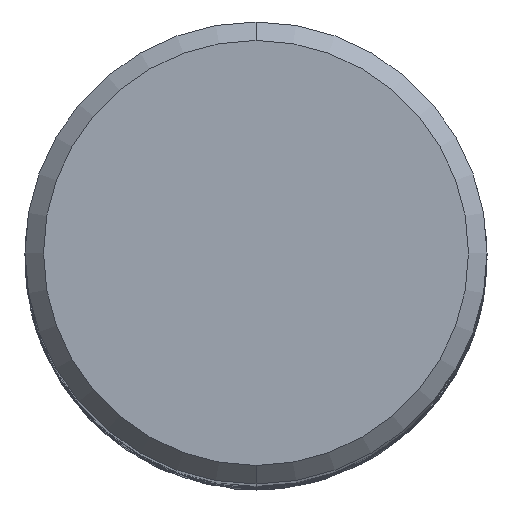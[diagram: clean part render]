
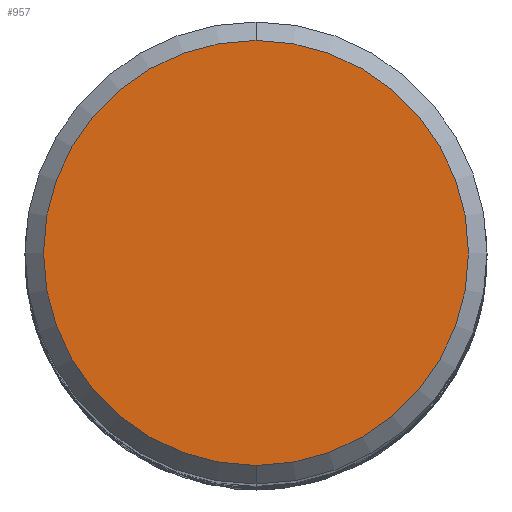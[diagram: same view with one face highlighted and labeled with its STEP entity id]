
A CAD part, top view. The second image highlights one B-rep face of the part: STEP entity #957.
In plain terms, the highlighted planar face has unit normal (0, 0, 1).
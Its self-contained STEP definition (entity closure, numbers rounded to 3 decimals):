
#715=VERTEX_POINT('',#1958);
#813=VERTEX_POINT('',#2066);
#895=EDGE_CURVE('',#813,#715,#2154,.T.);
#957=ADVANCED_FACE('',(#2220),#2221,.T.);
#995=EDGE_CURVE('',#715,#813,#2261,.T.);
#1958=CARTESIAN_POINT('',(0.,-11.5,0.0));
#2066=CARTESIAN_POINT('',(0.0,11.5,0.0));
#2154=CIRCLE('',#7408,11.5);
#2220=FACE_OUTER_BOUND('',#7751,.T.);
#2221=PLANE('',#7752);
#2261=CIRCLE('',#8553,11.5);
#7408=AXIS2_PLACEMENT_3D('',#23212,#23213,#23214);
#7751=EDGE_LOOP('',(#23266,#23267));
#7752=AXIS2_PLACEMENT_3D('',#23268,#23269,#23270);
#8553=AXIS2_PLACEMENT_3D('',#23294,#23295,#23296);
#23212=CARTESIAN_POINT('',(0.0,0.0,0.0));
#23213=DIRECTION('',(0.0,0.0,-1.0));
#23214=DIRECTION('',(0.0,1.0,0.0));
#23266=ORIENTED_EDGE('',*,*,#895,.F.);
#23267=ORIENTED_EDGE('',*,*,#995,.F.);
#23268=CARTESIAN_POINT('',(0.0,5.75,0.0));
#23269=DIRECTION('',(-0.0,0.0,1.0));
#23270=DIRECTION('',(0.0,-1.0,0.0));
#23294=CARTESIAN_POINT('',(0.0,0.0,0.0));
#23295=DIRECTION('',(0.0,0.0,-1.0));
#23296=DIRECTION('',(0.0,1.0,0.0));
